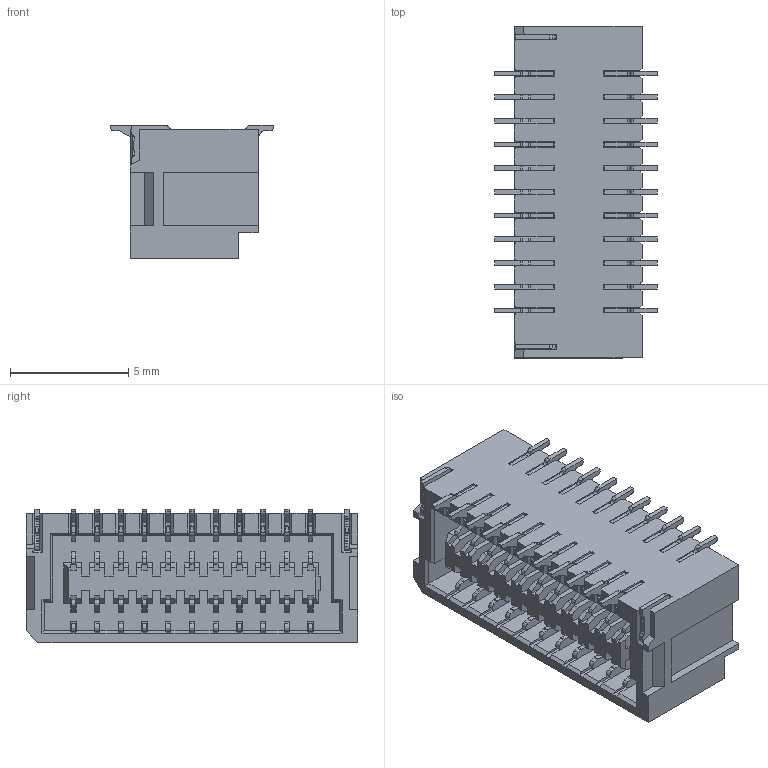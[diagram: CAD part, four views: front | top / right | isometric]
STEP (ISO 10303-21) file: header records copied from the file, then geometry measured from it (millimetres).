
FILE_DESCRIPTION (( 'STEP AP203' ), '1' );
FILE_NAME ('FWF10013-D22B83NAM.STEP', '2025-11-21T03:42:13', ( '' ), ( '' ), 'SwSTEP 2.0', 'SolidWorks 2021', '' );
FILE_SCHEMA (( 'CONFIG_CONTROL_DESIGN' ));
Products named in the file (1): FWF10013-D22B83NAM
Bounding box: 6.86 x 14 x 5.62 mm (x, y, z)
Volume: 0.8 mm3; surface area: 1186.4 mm2
Topology: 11 solids, 12 shells, 2595 faces, 8050 edges, 5286 vertices
Faces by surface type: plane 1913, bspline 682
Entity records: 100490 total; most frequent: CARTESIAN_POINT 34130, ORIENTED_EDGE 16100, DIRECTION 10408, EDGE_CURVE 8050, VECTOR 6580, LINE 6580, VERTEX_POINT 5286, EDGE_LOOP 2680
